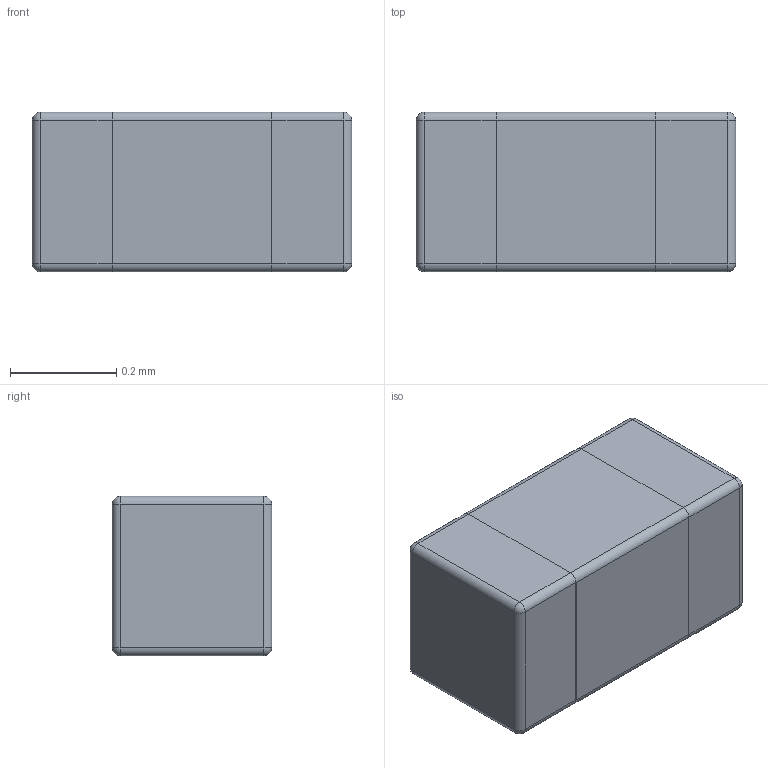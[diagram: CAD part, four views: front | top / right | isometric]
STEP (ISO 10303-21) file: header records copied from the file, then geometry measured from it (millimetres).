
FILE_DESCRIPTION(/* description */ (''),/* implementation_level */ '2;1');
FILE_NAME(/* name */ '',/* time_stamp */ '',/* author */ (''),/* organization */ (''),/* preprocessor_version */ '',/* originating_system */ '',/* authorisation */ '');
FILE_SCHEMA (('AUTOMOTIVE_DESIGN { 1 0 10303 214 3 1 1 }'));
Length unit declared in the file: millimetre
Products named in the file (3): 0201 MLCC; 0201 MLCC_Body; 0201 MLCC_Electrode
Assembly tree (3 placements, depth 2):
  0201 MLCC
    0201 MLCC_Body
    0201 MLCC_Electrode  x2
Bounding box: 0.6 x 0.3 x 0.3 mm (x, y, z)
Volume: 0.1 mm3; surface area: 1.2 mm2
Topology: 3 solids, 3 shells, 92 faces, 216 edges, 136 vertices
Faces by surface type: plane 33, bspline 30, cylinder 21, sphere 8
Entity records: 2517 total; most frequent: CARTESIAN_POINT 866, ORIENTED_EDGE 360, DIRECTION 242, EDGE_CURVE 180, VERTEX_POINT 116, LINE 94, VECTOR 94, EDGE_LOOP 80
